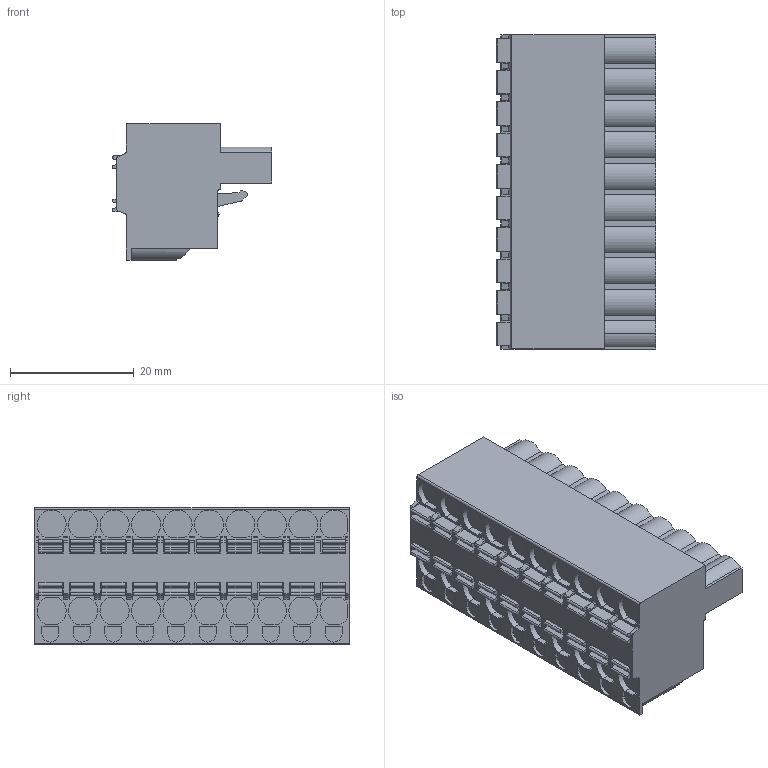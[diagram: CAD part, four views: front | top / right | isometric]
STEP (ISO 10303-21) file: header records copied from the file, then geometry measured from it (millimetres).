
FILE_DESCRIPTION((''),'2;1');
FILE_NAME('11111','2024-09-30T11:32:24',('tluser'),(''),'CREO PARAMETRIC BY PTC INC, 2018100','CREO PARAMETRIC BY PTC INC, 2018100','');
FILE_SCHEMA(('CONFIG_CONTROL_DESIGN'));
Length unit declared in the file: millimetre
Products named in the file (1): 11111
Bounding box: 25.72 x 50.7 x 22.1 mm (x, y, z)
Volume: 18346.2 mm3; surface area: 7064.1 mm2
Topology: 1 solids, 1 shells, 810 faces, 2187 edges, 1454 vertices
Faces by surface type: plane 497, cylinder 309, bspline 4
Entity records: 25665 total; most frequent: CARTESIAN_POINT 4759, ORIENTED_EDGE 4366, DIRECTION 4347, EDGE_CURVE 2183, VECTOR 1519, LINE 1519, VERTEX_POINT 1454, AXIS2_PLACEMENT_3D 1414
